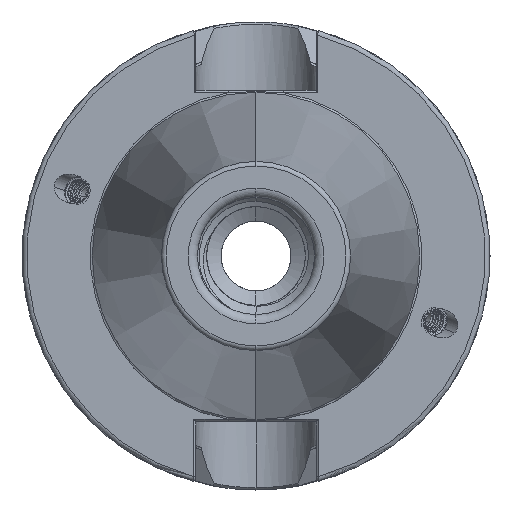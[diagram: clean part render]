
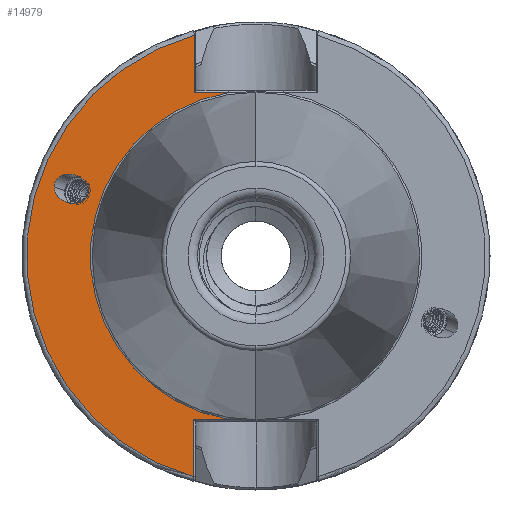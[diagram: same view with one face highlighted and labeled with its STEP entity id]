
A CAD part, left-side view. The second image highlights one B-rep face of the part: STEP entity #14979.
In plain terms, the highlighted planar face has unit normal (-1, 0, 0).
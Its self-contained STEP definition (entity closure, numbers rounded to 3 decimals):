
#5004 = CARTESIAN_POINT ( 'NONE',  ( 0., 35.968, 13.091 ) ) ;
#5032 = CARTESIAN_POINT ( 'NONE',  ( 0., 35.816, 13.963 ) ) ;
#5035 = CARTESIAN_POINT ( 'NONE',  ( 0., 43.118, 14.766 ) ) ;
#7293 = EDGE_CURVE ( 'NONE', #21319, #21377, #10649, .T. ) ;
#7307 = EDGE_CURVE ( 'NONE', #21379, #21319, #10671, .T. ) ;
#7331 = EDGE_CURVE ( 'NONE', #10855, #10874, #9149, .T. ) ;
#7339 = EDGE_CURVE ( 'NONE', #21377, #21379, #10706, .T. ) ;
#7343 = EDGE_CURVE ( 'NONE', #10874, #10898, #9154, .T. ) ;
#7349 = EDGE_CURVE ( 'NONE', #10850, #10880, #9168, .T. ) ;
#7354 = EDGE_CURVE ( 'NONE', #10840, #10880, #9175, .T. ) ;
#7368 = EDGE_CURVE ( 'NONE', #10850, #10855, #9144, .T. ) ;
#7401 = EDGE_CURVE ( 'NONE', #10898, #10840, #9235, .T. ) ;
#7889 = CARTESIAN_POINT ( 'NONE',  ( 0., 13.194, 47.19 ) ) ;
#7915 = CARTESIAN_POINT ( 'NONE',  ( 0., 5.916, -34.9 ) ) ;
#7917 = CARTESIAN_POINT ( 'NONE',  ( 0., 13.194, 34.9 ) ) ;
#7928 = CARTESIAN_POINT ( 'NONE',  ( 0., 13.279, -34.9 ) ) ;
#7930 = CARTESIAN_POINT ( 'NONE',  ( 0., 5.916, 34.9 ) ) ;
#7999 = CARTESIAN_POINT ( 'NONE',  ( 0., 13.279, -47.166 ) ) ;
#9144 = LINE ( 'NONE', #12016, #9145 ) ;
#9145 = VECTOR ( 'NONE', #12072, 1000. ) ;
#9149 = LINE ( 'NONE', #12521, #9162 ) ;
#9154 = CIRCLE ( 'NONE', #16122, 49. ) ;
#9162 = VECTOR ( 'NONE', #12528, 1000. ) ;
#9168 = CIRCLE ( 'NONE', #16118, 35.398 ) ;
#9175 = LINE ( 'NONE', #11931, #9178 ) ;
#9178 = VECTOR ( 'NONE', #11947, 1000. ) ;
#9217 = VECTOR ( 'NONE', #10129, 1000. ) ;
#9235 = LINE ( 'NONE', #10121, #9217 ) ;
#9865 = CARTESIAN_POINT ( 'NONE',  ( 0., 35.867, 13.369 ) ) ;
#9868 = CARTESIAN_POINT ( 'NONE',  ( 0., 35.968, 13.091 ) ) ;
#9871 = CARTESIAN_POINT ( 'NONE',  ( 0., 35.816, 13.963 ) ) ;
#9872 = CARTESIAN_POINT ( 'NONE',  ( 0., 35.816, 13.662 ) ) ;
#10121 = CARTESIAN_POINT ( 'NONE',  ( 0., 13.279, 0. ) ) ;
#10129 = DIRECTION ( 'NONE',  ( 0., 0., 1. ) ) ;
#10422 = EDGE_LOOP ( 'NONE', ( #20717, #20756, #20786, #20772, #20764, #20762 ) ) ;
#10423 = EDGE_LOOP ( 'NONE', ( #20715, #20787, #20769 ) ) ;
#10649 =( BOUNDED_CURVE ( )  B_SPLINE_CURVE ( 3, ( #9871, #9872, #9865, #9868 ),
 .UNSPECIFIED., .F., .T. ) 
 B_SPLINE_CURVE_WITH_KNOTS ( ( 4, 4 ),
 ( 5.993, 6.283 ),
 .UNSPECIFIED. ) 
 CURVE ( )  GEOMETRIC_REPRESENTATION_ITEM ( )  RATIONAL_B_SPLINE_CURVE ( ( 1., 0.993, 0.993, 1. ) ) 
 REPRESENTATION_ITEM ( '' )  );
#10671 =( BOUNDED_CURVE ( )  B_SPLINE_CURVE ( 3, ( #12215, #12253, #12255, #12244 ),
 .UNSPECIFIED., .F., .F. ) 
 B_SPLINE_CURVE_WITH_KNOTS ( ( 4, 4 ),
 ( 2.852, 5.993 ),
 .UNSPECIFIED. ) 
 CURVE ( )  GEOMETRIC_REPRESENTATION_ITEM ( )  RATIONAL_B_SPLINE_CURVE ( ( 1., 0.333, 0.333, 1. ) ) 
 REPRESENTATION_ITEM ( '' )  );
#10706 =( BOUNDED_CURVE ( )  B_SPLINE_CURVE ( 3, ( #12760, #12767, #12769, #12785 ),
 .UNSPECIFIED., .F., .F. ) 
 B_SPLINE_CURVE_WITH_KNOTS ( ( 4, 4 ),
 ( 0., 2.852 ),
 .UNSPECIFIED. ) 
 CURVE ( )  GEOMETRIC_REPRESENTATION_ITEM ( )  RATIONAL_B_SPLINE_CURVE ( ( 1., 0.43, 0.43, 1. ) ) 
 REPRESENTATION_ITEM ( '' )  );
#10840 = VERTEX_POINT ( 'NONE', #7928 ) ;
#10850 = VERTEX_POINT ( 'NONE', #7930 ) ;
#10855 = VERTEX_POINT ( 'NONE', #7917 ) ;
#10874 = VERTEX_POINT ( 'NONE', #7889 ) ;
#10880 = VERTEX_POINT ( 'NONE', #7915 ) ;
#10898 = VERTEX_POINT ( 'NONE', #7999 ) ;
#11754 = CARTESIAN_POINT ( 'NONE',  ( 0., 0., 0. ) ) ;
#11796 = DIRECTION ( 'NONE',  ( -1., 0., 0. ) ) ;
#11800 = DIRECTION ( 'NONE',  ( 0., 0., 1. ) ) ;
#11829 = CARTESIAN_POINT ( 'NONE',  ( 0., 0., 0. ) ) ;
#11860 = DIRECTION ( 'NONE',  ( -1., 0., 0. ) ) ;
#11883 = DIRECTION ( 'NONE',  ( 0., 0., 1. ) ) ;
#11931 = CARTESIAN_POINT ( 'NONE',  ( 0., 35.398, -34.9 ) ) ;
#11947 = DIRECTION ( 'NONE',  ( 0., -1., 0. ) ) ;
#12016 = CARTESIAN_POINT ( 'NONE',  ( 0., 12.85, 34.9 ) ) ;
#12072 = DIRECTION ( 'NONE',  ( 0., 1., 0. ) ) ;
#12215 = CARTESIAN_POINT ( 'NONE',  ( 0., 43.118, 14.766 ) ) ;
#12244 = CARTESIAN_POINT ( 'NONE',  ( 0., 35.816, 13.963 ) ) ;
#12253 = CARTESIAN_POINT ( 'NONE',  ( 0., 43.118, 20.987 ) ) ;
#12255 = CARTESIAN_POINT ( 'NONE',  ( 0., 35.816, 20.184 ) ) ;
#12521 = CARTESIAN_POINT ( 'NONE',  ( 0., 13.194, 47.285 ) ) ;
#12528 = DIRECTION ( 'NONE',  ( 0., 0., 1. ) ) ;
#12760 = CARTESIAN_POINT ( 'NONE',  ( 0., 35.968, 13.091 ) ) ;
#12767 = CARTESIAN_POINT ( 'NONE',  ( 0., 37.57, 8.69 ) ) ;
#12769 = CARTESIAN_POINT ( 'NONE',  ( 0., 43.118, 9.99 ) ) ;
#12785 = CARTESIAN_POINT ( 'NONE',  ( 0., 43.118, 14.766 ) ) ;
#14979 = ADVANCED_FACE ( 'NONE', ( #16626, #16639 ), #22339, .F. ) ;
#16118 = AXIS2_PLACEMENT_3D ( 'NONE', #11829, #11860, #11883 ) ;
#16122 = AXIS2_PLACEMENT_3D ( 'NONE', #11754, #11796, #11800 ) ;
#16626 = FACE_BOUND ( 'NONE', #10423, .T. ) ;
#16639 = FACE_OUTER_BOUND ( 'NONE', #10422, .T. ) ;
#18669 = AXIS2_PLACEMENT_3D ( 'NONE', #22375, #22380, #22293 ) ;
#20715 = ORIENTED_EDGE ( 'NONE', *, *, #7339, .T. ) ;
#20717 = ORIENTED_EDGE ( 'NONE', *, *, #7343, .T. ) ;
#20756 = ORIENTED_EDGE ( 'NONE', *, *, #7401, .T. ) ;
#20762 = ORIENTED_EDGE ( 'NONE', *, *, #7331, .T. ) ;
#20764 = ORIENTED_EDGE ( 'NONE', *, *, #7368, .T. ) ;
#20769 = ORIENTED_EDGE ( 'NONE', *, *, #7293, .T. ) ;
#20772 = ORIENTED_EDGE ( 'NONE', *, *, #7349, .F. ) ;
#20786 = ORIENTED_EDGE ( 'NONE', *, *, #7354, .T. ) ;
#20787 = ORIENTED_EDGE ( 'NONE', *, *, #7307, .T. ) ;
#21319 = VERTEX_POINT ( 'NONE', #5032 ) ;
#21377 = VERTEX_POINT ( 'NONE', #5004 ) ;
#21379 = VERTEX_POINT ( 'NONE', #5035 ) ;
#22293 = DIRECTION ( 'NONE',  ( 0., 0., -1. ) ) ;
#22339 = PLANE ( 'NONE',  #18669 ) ;
#22375 = CARTESIAN_POINT ( 'NONE',  ( 0., 35.398, 0. ) ) ;
#22380 = DIRECTION ( 'NONE',  ( 1., 0., 0. ) ) ;
